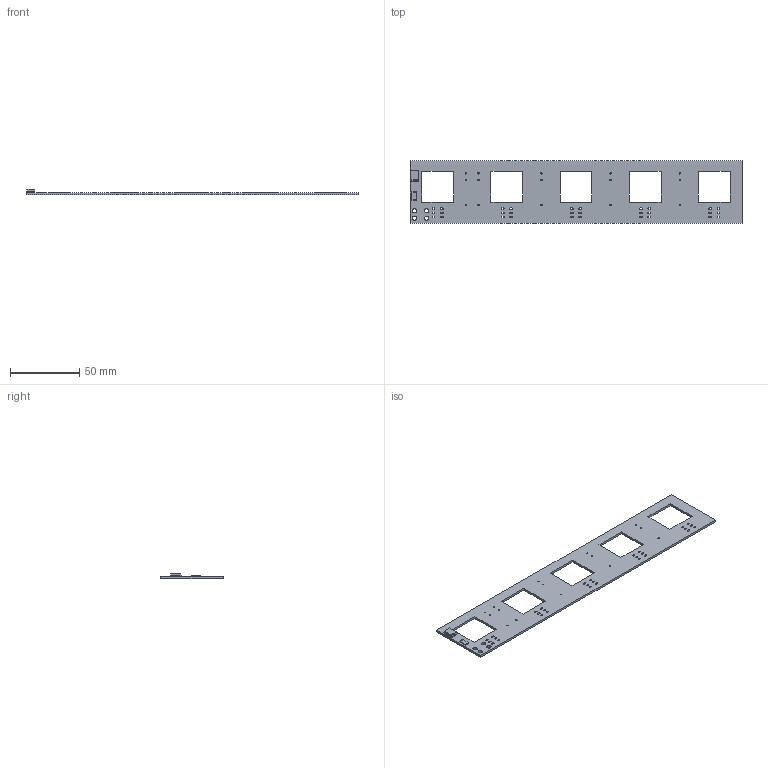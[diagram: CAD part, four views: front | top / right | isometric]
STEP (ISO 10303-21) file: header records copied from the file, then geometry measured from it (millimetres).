
FILE_DESCRIPTION(('KiCad electronic assembly'),'2;1');
FILE_NAME('heliosphere.step','2023-07-31T23:50:29',('Pcbnew'),('Kicad'), 'Open CASCADE STEP processor 7.5','KiCad to STEP converter','Unknown' );
FILE_SCHEMA(('AUTOMOTIVE_DESIGN { 1 0 10303 214 1 1 1 1 }'));
Length unit declared in the file: millimetre
Products named in the file (6): heliosphere 1; D_SMC; SOLID; R_2512_6332Metric; _autosave-heliosphere PCB
Assembly tree (5 placements, depth 3):
  heliosphere 1
    D_SMC
      SOLID
    R_2512_6332Metric
      SOLID
    _autosave-heliosphere PCB
Bounding box: 240 x 45 x 3.96 mm (x, y, z)
Volume: 13120.4 mm3; surface area: 18495.8 mm2
Topology: 3 solids, 3 shells, 832 faces, 2463 edges, 1638 vertices
Faces by surface type: plane 791, cylinder 31, bspline 10
Full cylindrical faces by diameter (mm): 1 x15, 3 x4
Entity records: 60187 total; most frequent: CARTESIAN_POINT 10237, DIRECTION 9015, LINE 7223, VECTOR 7223, ORIENTED_EDGE 4926, PCURVE 4926, DEFINITIONAL_REPRESENTATION 4926, EDGE_CURVE 2463
